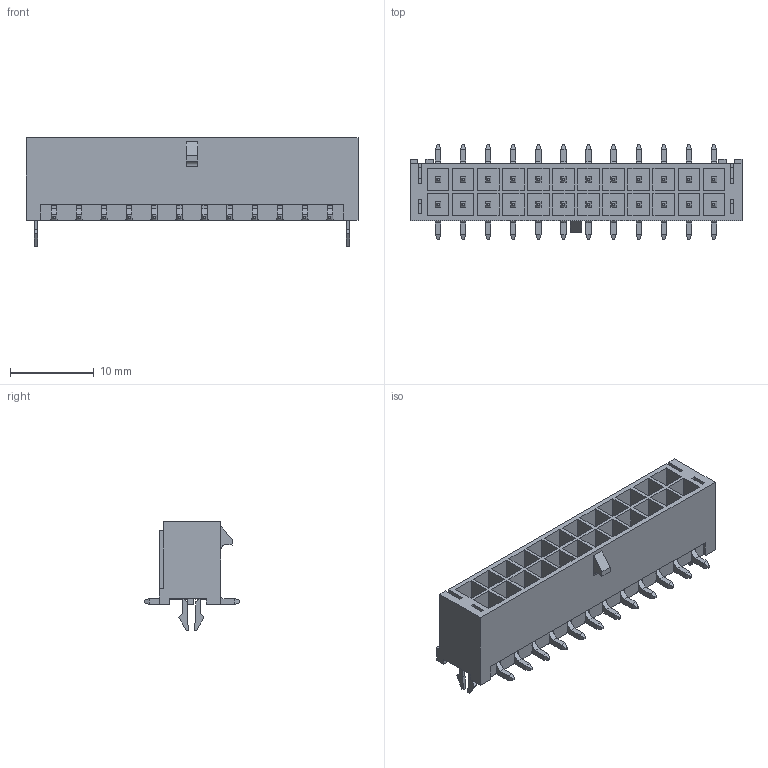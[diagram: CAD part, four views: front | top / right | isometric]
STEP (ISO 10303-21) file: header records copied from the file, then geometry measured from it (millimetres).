
FILE_DESCRIPTION(/* description */ ('Unknown'),/* implementation_level */ '2;1');
FILE_NAME(/* name */ '662024235922',/* time_stamp */ '2017-07-06T09:21:29+02:00',/* author */ ('Unknown'),/* organization */ ('Unknown'),/* preprocessor_version */ 'ST-DEVELOPER v16.7',/* originating_system */ 'DEX',/* authorisation */ $);
FILE_SCHEMA (('AP203_CONFIGURATION_CONTROLLED_3D_DESIGN_OF_MECHANICAL_PARTS_AND_ASSEMBLIES_MIM_LF { 1 0 10303 203 3 1 4 }','AP242_MANAGED_MODEL_BASED_3D_ENGINEERING_MIM_LF { 1 0 10303 442 1 1 4 }','AUTOMOTIVE_DESIGN {1 0 10303 214 3 1 1}'));
Length unit declared in the file: millimetre
Products named in the file (4): 6620xx235922; 662024235922; 6620xx235922_PIN
Assembly tree (27 placements, depth 2):
  6620xx235922
    662024235922
    6620xx235922  x2
    6620xx235922_PIN  x24
Bounding box: 39.7 x 11.4 x 13 mm (x, y, z)
Volume: 1451.9 mm3; surface area: 4582.4 mm2
Topology: 27 solids, 27 shells, 1246 faces, 3399 edges, 2202 vertices
Faces by surface type: plane 1171, cylinder 75
Entity records: 21009 total; most frequent: CARTESIAN_POINT 3751, ORIENTED_EDGE 3722, DIRECTION 3267, EDGE_CURVE 1861, LINE 1759, VECTOR 1759, VERTEX_POINT 1238, AXIS2_PLACEMENT_3D 754
